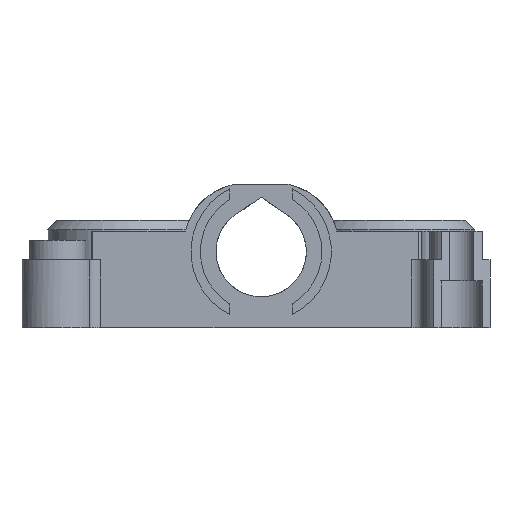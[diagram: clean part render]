
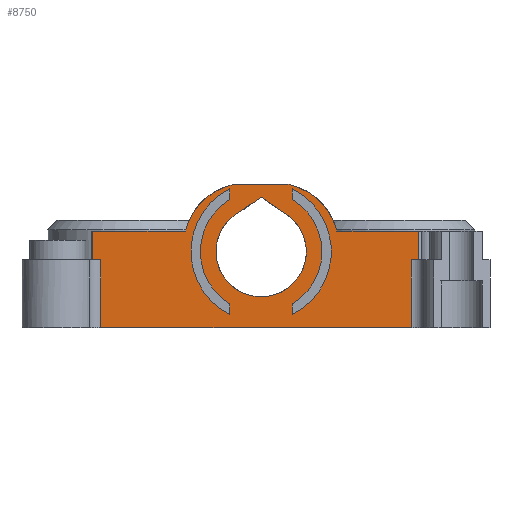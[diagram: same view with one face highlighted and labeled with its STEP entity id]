
A CAD part, front view. The second image highlights one B-rep face of the part: STEP entity #8750.
In plain terms, the highlighted planar face has unit normal (0, -1, 0).
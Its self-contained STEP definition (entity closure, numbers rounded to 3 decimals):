
#31=FACE_BOUND('',#969,.T.);
#32=FACE_BOUND('',#970,.T.);
#33=FACE_BOUND('',#971,.T.);
#90=PLANE('',#9272);
#246=CIRCLE('',#9273,10.144);
#247=CIRCLE('',#9274,10.144);
#248=CIRCLE('',#9275,7.25);
#249=CIRCLE('',#9276,11.25);
#250=CIRCLE('',#9277,9.75);
#251=CIRCLE('',#9278,9.75);
#252=CIRCLE('',#9279,11.25);
#476=FACE_OUTER_BOUND('',#968,.T.);
#968=EDGE_LOOP('',(#5815,#5816,#5817,#5818,#5819,#5820,#5821,#5822,#5823,
#5824,#5825,#5826));
#969=EDGE_LOOP('',(#5827,#5828,#5829));
#970=EDGE_LOOP('',(#5830,#5831,#5832,#5833));
#971=EDGE_LOOP('',(#5834,#5835,#5836,#5837));
#1498=LINE('',#11905,#2117);
#1513=LINE('',#11955,#2132);
#1515=LINE('',#11968,#2134);
#1518=LINE('',#11983,#2137);
#1520=LINE('',#11988,#2139);
#1521=LINE('',#11989,#2140);
#1522=LINE('',#11991,#2141);
#1523=LINE('',#11995,#2142);
#1524=LINE('',#11999,#2143);
#1525=LINE('',#12001,#2144);
#1526=LINE('',#12002,#2145);
#1527=LINE('',#12004,#2146);
#1528=LINE('',#12010,#2147);
#1529=LINE('',#12013,#2148);
#1530=LINE('',#12016,#2149);
#1531=LINE('',#12020,#2150);
#2117=VECTOR('',#9684,10.);
#2132=VECTOR('',#9723,10.);
#2134=VECTOR('',#9737,10.);
#2137=VECTOR('',#9752,10.);
#2139=VECTOR('',#9758,10.);
#2140=VECTOR('',#9759,10.);
#2141=VECTOR('',#9760,10.);
#2142=VECTOR('',#9763,10.);
#2143=VECTOR('',#9766,10.);
#2144=VECTOR('',#9767,10.);
#2145=VECTOR('',#9768,10.);
#2146=VECTOR('',#9769,10.);
#2147=VECTOR('',#9774,10.);
#2148=VECTOR('',#9777,10.);
#2149=VECTOR('',#9778,10.);
#2150=VECTOR('',#9781,10.);
#3385=VERTEX_POINT('',#11902);
#3386=VERTEX_POINT('',#11904);
#3403=VERTEX_POINT('',#11948);
#3406=VERTEX_POINT('',#11953);
#3409=VERTEX_POINT('',#11964);
#3411=VERTEX_POINT('',#11967);
#3416=VERTEX_POINT('',#11980);
#3417=VERTEX_POINT('',#11982);
#3419=VERTEX_POINT('',#11990);
#3420=VERTEX_POINT('',#11992);
#3421=VERTEX_POINT('',#11994);
#3422=VERTEX_POINT('',#11996);
#3423=VERTEX_POINT('',#11998);
#3424=VERTEX_POINT('',#12000);
#3425=VERTEX_POINT('',#12003);
#3426=VERTEX_POINT('',#12006);
#3427=VERTEX_POINT('',#12007);
#3428=VERTEX_POINT('',#12009);
#3429=VERTEX_POINT('',#12011);
#3430=VERTEX_POINT('',#12014);
#3431=VERTEX_POINT('',#12015);
#3432=VERTEX_POINT('',#12017);
#3433=VERTEX_POINT('',#12019);
#4334=EDGE_CURVE('',#3386,#3385,#1498,.T.);
#4357=EDGE_CURVE('',#3406,#3403,#1513,.T.);
#4363=EDGE_CURVE('',#3409,#3411,#1515,.T.);
#4370=EDGE_CURVE('',#3416,#3417,#1518,.T.);
#4373=EDGE_CURVE('',#3406,#3411,#1520,.T.);
#4374=EDGE_CURVE('',#3409,#3417,#1521,.T.);
#4375=EDGE_CURVE('',#3416,#3419,#1522,.T.);
#4376=EDGE_CURVE('',#3419,#3420,#246,.T.);
#4377=EDGE_CURVE('',#3421,#3420,#1523,.T.);
#4378=EDGE_CURVE('',#3421,#3422,#247,.T.);
#4379=EDGE_CURVE('',#3422,#3423,#1524,.T.);
#4380=EDGE_CURVE('',#3424,#3423,#1525,.T.);
#4381=EDGE_CURVE('',#3424,#3403,#1526,.T.);
#4382=EDGE_CURVE('',#3425,#3386,#1527,.T.);
#4383=EDGE_CURVE('',#3385,#3425,#248,.T.);
#4384=EDGE_CURVE('',#3426,#3427,#249,.T.);
#4385=EDGE_CURVE('',#3427,#3428,#1528,.T.);
#4386=EDGE_CURVE('',#3428,#3429,#250,.T.);
#4387=EDGE_CURVE('',#3429,#3426,#1529,.T.);
#4388=EDGE_CURVE('',#3430,#3431,#1530,.T.);
#4389=EDGE_CURVE('',#3431,#3432,#251,.T.);
#4390=EDGE_CURVE('',#3432,#3433,#1531,.T.);
#4391=EDGE_CURVE('',#3433,#3430,#252,.T.);
#5815=ORIENTED_EDGE('',*,*,#4357,.F.);
#5816=ORIENTED_EDGE('',*,*,#4373,.T.);
#5817=ORIENTED_EDGE('',*,*,#4363,.F.);
#5818=ORIENTED_EDGE('',*,*,#4374,.T.);
#5819=ORIENTED_EDGE('',*,*,#4370,.F.);
#5820=ORIENTED_EDGE('',*,*,#4375,.T.);
#5821=ORIENTED_EDGE('',*,*,#4376,.T.);
#5822=ORIENTED_EDGE('',*,*,#4377,.F.);
#5823=ORIENTED_EDGE('',*,*,#4378,.T.);
#5824=ORIENTED_EDGE('',*,*,#4379,.T.);
#5825=ORIENTED_EDGE('',*,*,#4380,.F.);
#5826=ORIENTED_EDGE('',*,*,#4381,.T.);
#5827=ORIENTED_EDGE('',*,*,#4382,.T.);
#5828=ORIENTED_EDGE('',*,*,#4334,.T.);
#5829=ORIENTED_EDGE('',*,*,#4383,.T.);
#5830=ORIENTED_EDGE('',*,*,#4384,.T.);
#5831=ORIENTED_EDGE('',*,*,#4385,.T.);
#5832=ORIENTED_EDGE('',*,*,#4386,.T.);
#5833=ORIENTED_EDGE('',*,*,#4387,.T.);
#5834=ORIENTED_EDGE('',*,*,#4388,.T.);
#5835=ORIENTED_EDGE('',*,*,#4389,.T.);
#5836=ORIENTED_EDGE('',*,*,#4390,.T.);
#5837=ORIENTED_EDGE('',*,*,#4391,.T.);
#8750=ADVANCED_FACE('',(#476,#31,#32,#33),#90,.T.);
#9272=AXIS2_PLACEMENT_3D('',#11987,#9756,#9757);
#9273=AXIS2_PLACEMENT_3D('',#11993,#9761,#9762);
#9274=AXIS2_PLACEMENT_3D('',#11997,#9764,#9765);
#9275=AXIS2_PLACEMENT_3D('',#12005,#9770,#9771);
#9276=AXIS2_PLACEMENT_3D('',#12008,#9772,#9773);
#9277=AXIS2_PLACEMENT_3D('',#12012,#9775,#9776);
#9278=AXIS2_PLACEMENT_3D('',#12018,#9779,#9780);
#9279=AXIS2_PLACEMENT_3D('',#12021,#9782,#9783);
#9684=DIRECTION('',(0.819,0.,-0.574));
#9723=DIRECTION('',(0.,0.,1.));
#9737=DIRECTION('',(0.,0.,-1.));
#9752=DIRECTION('',(0.,0.,-1.));
#9756=DIRECTION('center_axis',(0.,-1.,0.));
#9757=DIRECTION('ref_axis',(1.,0.,0.));
#9758=DIRECTION('',(1.,0.,0.));
#9759=DIRECTION('',(1.,0.,0.));
#9760=DIRECTION('',(-1.,0.,0.));
#9761=DIRECTION('center_axis',(0.,-1.,0.));
#9762=DIRECTION('ref_axis',(0.971,0.,0.241));
#9763=DIRECTION('',(1.,0.,0.));
#9764=DIRECTION('center_axis',(0.,-1.,0.));
#9765=DIRECTION('ref_axis',(0.,0.,1.));
#9766=DIRECTION('',(-1.,0.,0.));
#9767=DIRECTION('',(0.,0.,1.));
#9768=DIRECTION('',(1.,0.,0.));
#9769=DIRECTION('',(0.819,0.,0.574));
#9770=DIRECTION('center_axis',(0.,1.,0.));
#9771=DIRECTION('ref_axis',(1.,0.,0.));
#9772=DIRECTION('center_axis',(0.,1.,0.));
#9773=DIRECTION('ref_axis',(1.,0.,0.));
#9774=DIRECTION('',(0.,0.,-1.));
#9775=DIRECTION('center_axis',(0.,-1.,0.));
#9776=DIRECTION('ref_axis',(1.,0.,0.));
#9777=DIRECTION('',(0.,0.,-1.));
#9778=DIRECTION('',(0.,0.,1.));
#9779=DIRECTION('center_axis',(0.,-1.,0.));
#9780=DIRECTION('ref_axis',(1.,0.,0.));
#9781=DIRECTION('',(0.,0.,1.));
#9782=DIRECTION('center_axis',(0.,1.,0.));
#9783=DIRECTION('ref_axis',(1.,0.,0.));
#11902=CARTESIAN_POINT('',(3.25,-23.,18.681));
#11904=CARTESIAN_POINT('',(0.,-23.,20.956));
#11905=CARTESIAN_POINT('',(-2.527,-23.,22.726));
#11948=CARTESIAN_POINT('',(-25.685,-23.,10.9));
#11953=CARTESIAN_POINT('',(-25.685,-23.,0.));
#11955=CARTESIAN_POINT('',(-25.685,-23.,0.));
#11964=CARTESIAN_POINT('',(24.05,-23.,10.9));
#11967=CARTESIAN_POINT('',(24.05,-23.,0.));
#11968=CARTESIAN_POINT('',(24.05,-23.,0.));
#11980=CARTESIAN_POINT('',(25.263,-23.,15.5));
#11982=CARTESIAN_POINT('',(25.263,-23.,10.9));
#11983=CARTESIAN_POINT('',(25.263,-23.,0.));
#11987=CARTESIAN_POINT('Origin',(-27.049,-23.,0.));
#11988=CARTESIAN_POINT('',(-27.83,-23.,0.));
#11989=CARTESIAN_POINT('',(2.1,-23.,10.9));
#11990=CARTESIAN_POINT('',(12.146,-23.,15.5));
#11991=CARTESIAN_POINT('',(6.114,-23.,15.5));
#11992=CARTESIAN_POINT('',(4.305,-23.,23.));
#11993=CARTESIAN_POINT('Origin',(2.3,-23.,13.056));
#11994=CARTESIAN_POINT('',(-4.305,-23.,23.));
#11995=CARTESIAN_POINT('',(-27.83,-23.,23.));
#11996=CARTESIAN_POINT('',(-12.146,-23.,15.5));
#11997=CARTESIAN_POINT('Origin',(-2.3,-23.,13.056));
#11998=CARTESIAN_POINT('',(-27.049,-23.,15.5));
#11999=CARTESIAN_POINT('',(-19.598,-23.,15.5));
#12000=CARTESIAN_POINT('',(-27.049,-23.,10.9));
#12001=CARTESIAN_POINT('',(-27.049,-23.,0.));
#12002=CARTESIAN_POINT('',(-29.734,-23.,10.9));
#12003=CARTESIAN_POINT('',(-3.25,-23.,18.681));
#12004=CARTESIAN_POINT('',(-13.998,-23.,11.155));
#12005=CARTESIAN_POINT('Origin',(0.,-23.,
12.2));
#12006=CARTESIAN_POINT('',(-5.,-23.,2.122));
#12007=CARTESIAN_POINT('',(-5.,-23.,22.278));
#12008=CARTESIAN_POINT('Origin',(0.,-23.,
12.2));
#12009=CARTESIAN_POINT('',(-5.,-23.,20.57));
#12010=CARTESIAN_POINT('',(-5.,-23.,10.285));
#12011=CARTESIAN_POINT('',(-5.,-23.,3.83));
#12012=CARTESIAN_POINT('Origin',(0.,-23.,
12.2));
#12013=CARTESIAN_POINT('',(-5.,-23.,1.061));
#12014=CARTESIAN_POINT('',(5.,-23.,2.122));
#12015=CARTESIAN_POINT('',(5.,-23.,3.83));
#12016=CARTESIAN_POINT('',(5.,-23.,1.915));
#12017=CARTESIAN_POINT('',(5.,-23.,20.57));
#12018=CARTESIAN_POINT('Origin',(0.,-23.,
12.2));
#12019=CARTESIAN_POINT('',(5.,-23.,22.278));
#12020=CARTESIAN_POINT('',(5.,-23.,11.139));
#12021=CARTESIAN_POINT('Origin',(0.,-23.,
12.2));
